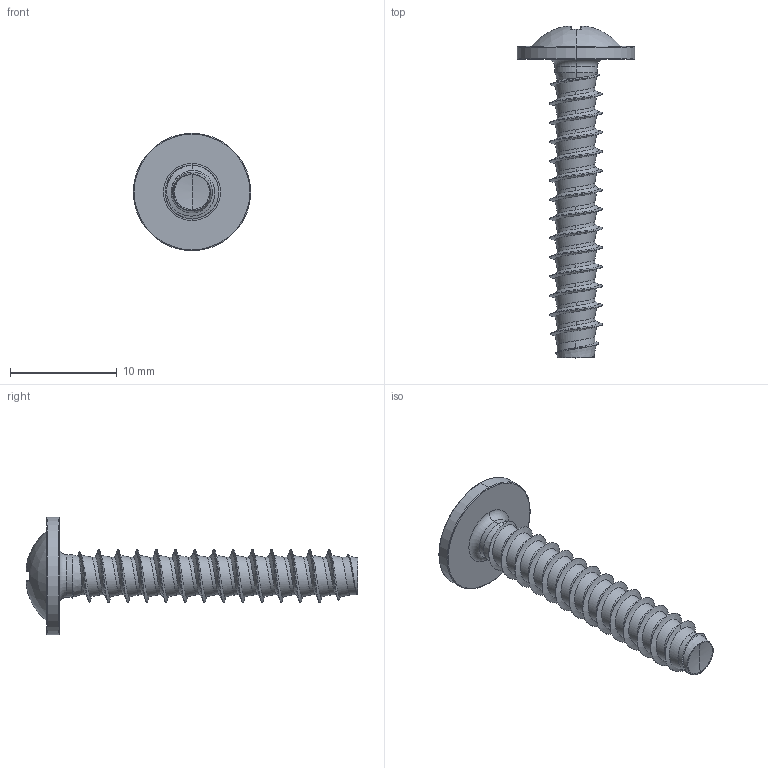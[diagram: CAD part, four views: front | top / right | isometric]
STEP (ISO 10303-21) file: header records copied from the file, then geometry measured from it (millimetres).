
FILE_DESCRIPTION (( 'STEP AP203' ), '1' );
FILE_NAME ('STP210500280.STEP', '2020-09-03T11:41:53', ( '' ), ( '' ), 'SwSTEP 2.0', 'SolidWorks 2015', '' );
FILE_SCHEMA (( 'CONFIG_CONTROL_DESIGN' ));
Length unit declared in the file: millimetre
Products named in the file (2): STP210500280
Bounding box: 11 x 31.12 x 11 mm (x, y, z)
Volume: 487.3 mm3; surface area: 768.6 mm2
Topology: 1 solids, 1 shells, 201 faces, 486 edges, 288 vertices
Faces by surface type: cylinder 56, bspline 55, plane 31, torus 30, sphere 20, cone 9
Entity records: 26897 total; most frequent: CARTESIAN_POINT 22600, ORIENTED_EDGE 968, DIRECTION 771, EDGE_CURVE 484, AXIS2_PLACEMENT_3D 335, VERTEX_POINT 288, EDGE_LOOP 204, FACE_OUTER_BOUND 201
